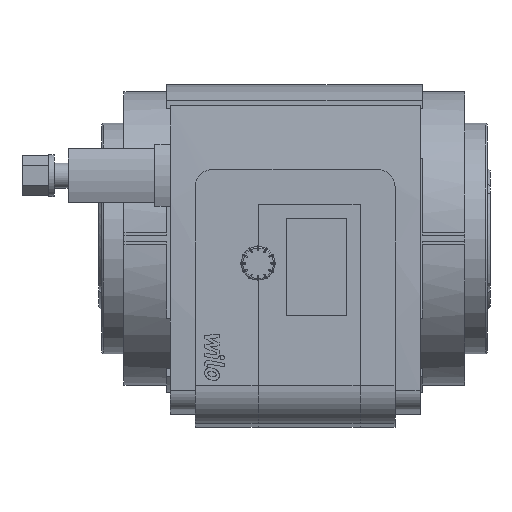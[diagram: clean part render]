
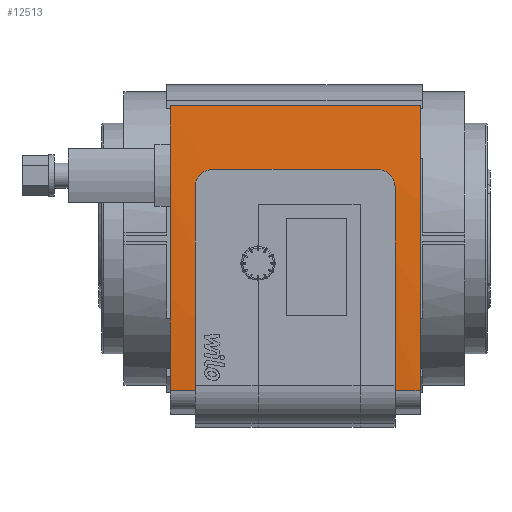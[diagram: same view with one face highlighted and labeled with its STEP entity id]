
A CAD part, front view. The second image highlights one B-rep face of the part: STEP entity #12513.
In plain terms, the highlighted cylindrical face has radius 1179.58 mm (diameter 2359.16 mm), a partial arc.
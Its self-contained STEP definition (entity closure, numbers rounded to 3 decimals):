
#177=B_SPLINE_CURVE_WITH_KNOTS('',3,(#19517,#19518,#19519,#19520,#19521,
#19522,#19523,#19524,#19525,#19526,#19527,#19528,#19529,#19530,#19531,#19532,
#19533,#19534,#19535,#19536,#19537,#19538,#19539,#19540,#19541,#19542,#19543,
#19544),.UNSPECIFIED.,.F.,.F.,(4,3,3,3,3,3,3,3,3,4),(0.,0.091,
0.375,0.599,0.75,0.845,
1.129,1.352,1.489,1.508),
 .UNSPECIFIED.);
#178=B_SPLINE_CURVE_WITH_KNOTS('',3,(#19572,#19573,#19574,#19575,#19576,
#19577,#19578,#19579,#19580,#19581,#19582,#19583,#19584,#19585,#19586,#19587,
#19588,#19589,#19590,#19591,#19592,#19593,#19594,#19595,#19596,#19597,#19598,
#19599),.UNSPECIFIED.,.F.,.F.,(4,3,3,3,3,3,3,3,3,4),(1.507,1.598,
1.882,2.106,2.255,2.352,2.636,
2.858,2.992,3.015),.UNSPECIFIED.);
#595=LINE('',#19655,#1833);
#597=LINE('',#19658,#1835);
#598=LINE('',#19660,#1836);
#599=LINE('',#19663,#1837);
#1833=VECTOR('',#15864,10.);
#1835=VECTOR('',#15868,10.);
#1836=VECTOR('',#15869,10.);
#1837=VECTOR('',#15872,10.);
#2857=CYLINDRICAL_SURFACE('',#13613,1179.579);
#3318=FACE_OUTER_BOUND('',#4047,.T.);
#4047=EDGE_LOOP('',(#9525,#9526,#9527,#9528,#9529,#9530,#9531,#9532,#9533,
#9534));
#4837=CIRCLE('',#13592,1179.579);
#4839=CIRCLE('',#13597,1179.579);
#4845=CIRCLE('',#13605,1179.579);
#4848=CIRCLE('',#13614,1179.579);
#5431=VERTEX_POINT('',#19514);
#5432=VERTEX_POINT('',#19516);
#5438=VERTEX_POINT('',#19557);
#5442=VERTEX_POINT('',#19569);
#5443=VERTEX_POINT('',#19571);
#5444=VERTEX_POINT('',#19602);
#5455=VERTEX_POINT('',#19627);
#5456=VERTEX_POINT('',#19629);
#5464=VERTEX_POINT('',#19659);
#5465=VERTEX_POINT('',#19661);
#6912=EDGE_CURVE('',#5431,#5432,#177,.F.);
#6920=EDGE_CURVE('',#5431,#5438,#4837,.T.);
#6926=EDGE_CURVE('',#5442,#5443,#178,.F.);
#6928=EDGE_CURVE('',#5444,#5443,#4839,.T.);
#6941=EDGE_CURVE('',#5456,#5455,#4845,.T.);
#6954=EDGE_CURVE('',#5444,#5455,#595,.T.);
#6956=EDGE_CURVE('',#5442,#5432,#597,.T.);
#6957=EDGE_CURVE('',#5464,#5438,#598,.T.);
#6958=EDGE_CURVE('',#5464,#5465,#4848,.T.);
#6959=EDGE_CURVE('',#5465,#5456,#599,.T.);
#9525=ORIENTED_EDGE('',*,*,#6928,.T.);
#9526=ORIENTED_EDGE('',*,*,#6926,.F.);
#9527=ORIENTED_EDGE('',*,*,#6956,.T.);
#9528=ORIENTED_EDGE('',*,*,#6912,.F.);
#9529=ORIENTED_EDGE('',*,*,#6920,.T.);
#9530=ORIENTED_EDGE('',*,*,#6957,.F.);
#9531=ORIENTED_EDGE('',*,*,#6958,.T.);
#9532=ORIENTED_EDGE('',*,*,#6959,.T.);
#9533=ORIENTED_EDGE('',*,*,#6941,.T.);
#9534=ORIENTED_EDGE('',*,*,#6954,.F.);
#12513=ADVANCED_FACE('',(#3318),#2857,.T.);
#13592=AXIS2_PLACEMENT_3D('',#19559,#15800,#15801);
#13597=AXIS2_PLACEMENT_3D('',#19603,#15815,#15816);
#13605=AXIS2_PLACEMENT_3D('',#19630,#15838,#15839);
#13613=AXIS2_PLACEMENT_3D('',#19657,#15866,#15867);
#13614=AXIS2_PLACEMENT_3D('',#19662,#15870,#15871);
#15800=DIRECTION('center_axis',(1.,0.,0.));
#15801=DIRECTION('ref_axis',(0.,-0.996,0.092));
#15815=DIRECTION('center_axis',(-1.,0.,0.));
#15816=DIRECTION('ref_axis',(0.,-0.996,0.092));
#15838=DIRECTION('center_axis',(1.,0.,0.));
#15839=DIRECTION('ref_axis',(0.,-0.996,-0.092));
#15864=DIRECTION('',(-1.,0.,0.));
#15866=DIRECTION('center_axis',(1.,0.,0.));
#15867=DIRECTION('ref_axis',(0.,-0.996,0.092));
#15868=DIRECTION('',(1.,0.,0.));
#15869=DIRECTION('',(-1.,0.,0.));
#15870=DIRECTION('center_axis',(-1.,0.,0.));
#15871=DIRECTION('ref_axis',(0.,-0.996,0.092));
#15872=DIRECTION('',(-1.,0.,0.));
#19514=CARTESIAN_POINT('',(210.,-291.397,37.5));
#19516=CARTESIAN_POINT('',(200.,-290.922,47.5));
#19517=CARTESIAN_POINT('Ctrl Pts',(200.,-290.922,47.5));
#19518=CARTESIAN_POINT('Ctrl Pts',(200.304,-290.922,47.5));
#19519=CARTESIAN_POINT('Ctrl Pts',(200.612,-290.923,47.486));
#19520=CARTESIAN_POINT('Ctrl Pts',(200.923,-290.924,47.457));
#19521=CARTESIAN_POINT('Ctrl Pts',(201.892,-290.929,47.368));
#19522=CARTESIAN_POINT('Ctrl Pts',(202.881,-290.941,47.129));
#19523=CARTESIAN_POINT('Ctrl Pts',(203.81,-290.961,46.746));
#19524=CARTESIAN_POINT('Ctrl Pts',(204.542,-290.976,46.444));
#19525=CARTESIAN_POINT('Ctrl Pts',(205.237,-290.996,46.054));
#19526=CARTESIAN_POINT('Ctrl Pts',(205.866,-291.019,45.598));
#19527=CARTESIAN_POINT('Ctrl Pts',(206.292,-291.034,45.29));
#19528=CARTESIAN_POINT('Ctrl Pts',(206.687,-291.051,44.953));
#19529=CARTESIAN_POINT('Ctrl Pts',(207.045,-291.069,44.597));
#19530=CARTESIAN_POINT('Ctrl Pts',(207.269,-291.08,44.374));
#19531=CARTESIAN_POINT('Ctrl Pts',(207.486,-291.091,44.138));
#19532=CARTESIAN_POINT('Ctrl Pts',(207.694,-291.103,43.888));
#19533=CARTESIAN_POINT('Ctrl Pts',(208.315,-291.14,43.14));
#19534=CARTESIAN_POINT('Ctrl Pts',(208.845,-291.181,42.273));
#19535=CARTESIAN_POINT('Ctrl Pts',(209.231,-291.225,41.346));
#19536=CARTESIAN_POINT('Ctrl Pts',(209.535,-291.259,40.615));
#19537=CARTESIAN_POINT('Ctrl Pts',(209.751,-291.294,39.848));
#19538=CARTESIAN_POINT('Ctrl Pts',(209.874,-291.328,39.081));
#19539=CARTESIAN_POINT('Ctrl Pts',(209.95,-291.349,38.611));
#19540=CARTESIAN_POINT('Ctrl Pts',(209.99,-291.369,38.141));
#19541=CARTESIAN_POINT('Ctrl Pts',(209.998,-291.389,37.682));
#19542=CARTESIAN_POINT('Ctrl Pts',(209.999,-291.392,37.621));
#19543=CARTESIAN_POINT('Ctrl Pts',(210.,-291.395,37.56));
#19544=CARTESIAN_POINT('Ctrl Pts',(210.,-291.397,37.5));
#19557=CARTESIAN_POINT('',(210.,-288.635,-108.903));
#19559=CARTESIAN_POINT('Origin',(210.,887.079,-13.493));
#19569=CARTESIAN_POINT('',(81.,-290.922,47.5));
#19571=CARTESIAN_POINT('',(71.,-291.397,37.5));
#19572=CARTESIAN_POINT('Ctrl Pts',(71.,-291.397,37.5));
#19573=CARTESIAN_POINT('Ctrl Pts',(71.,-291.384,37.802));
#19574=CARTESIAN_POINT('Ctrl Pts',(71.014,-291.371,38.106));
#19575=CARTESIAN_POINT('Ctrl Pts',(71.042,-291.357,38.414));
#19576=CARTESIAN_POINT('Ctrl Pts',(71.131,-291.315,39.384));
#19577=CARTESIAN_POINT('Ctrl Pts',(71.369,-291.27,40.375));
#19578=CARTESIAN_POINT('Ctrl Pts',(71.752,-291.226,41.305));
#19579=CARTESIAN_POINT('Ctrl Pts',(72.053,-291.192,42.036));
#19580=CARTESIAN_POINT('Ctrl Pts',(72.443,-291.159,42.732));
#19581=CARTESIAN_POINT('Ctrl Pts',(72.898,-291.129,43.361));
#19582=CARTESIAN_POINT('Ctrl Pts',(73.201,-291.109,43.781));
#19583=CARTESIAN_POINT('Ctrl Pts',(73.533,-291.09,44.171));
#19584=CARTESIAN_POINT('Ctrl Pts',(73.883,-291.072,44.525));
#19585=CARTESIAN_POINT('Ctrl Pts',(74.112,-291.061,44.757));
#19586=CARTESIAN_POINT('Ctrl Pts',(74.354,-291.05,44.979));
#19587=CARTESIAN_POINT('Ctrl Pts',(74.61,-291.039,45.192));
#19588=CARTESIAN_POINT('Ctrl Pts',(75.357,-291.008,45.813));
#19589=CARTESIAN_POINT('Ctrl Pts',(76.224,-290.981,46.343));
#19590=CARTESIAN_POINT('Ctrl Pts',(77.149,-290.962,46.729));
#19591=CARTESIAN_POINT('Ctrl Pts',(77.875,-290.946,47.032));
#19592=CARTESIAN_POINT('Ctrl Pts',(78.637,-290.935,47.247));
#19593=CARTESIAN_POINT('Ctrl Pts',(79.399,-290.929,47.371));
#19594=CARTESIAN_POINT('Ctrl Pts',(79.859,-290.925,47.446));
#19595=CARTESIAN_POINT('Ctrl Pts',(80.318,-290.923,47.487));
#19596=CARTESIAN_POINT('Ctrl Pts',(80.767,-290.922,47.497));
#19597=CARTESIAN_POINT('Ctrl Pts',(80.845,-290.922,47.499));
#19598=CARTESIAN_POINT('Ctrl Pts',(80.923,-290.922,47.5));
#19599=CARTESIAN_POINT('Ctrl Pts',(81.001,-290.922,47.5));
#19602=CARTESIAN_POINT('',(71.,-288.635,-108.903));
#19603=CARTESIAN_POINT('Origin',(71.,887.079,-13.493));
#19627=CARTESIAN_POINT('',(51.,-288.635,-108.903));
#19629=CARTESIAN_POINT('',(51.,-287.5,95.));
#19630=CARTESIAN_POINT('Origin',(51.,887.079,-13.493));
#19655=CARTESIAN_POINT('',(140.,-288.635,-108.903));
#19657=CARTESIAN_POINT('Origin',(140.,887.079,-13.493));
#19658=CARTESIAN_POINT('',(140.,-290.922,47.5));
#19659=CARTESIAN_POINT('',(230.,-288.635,-108.903));
#19660=CARTESIAN_POINT('',(140.,-288.635,-108.903));
#19661=CARTESIAN_POINT('',(230.,-287.5,95.));
#19662=CARTESIAN_POINT('Origin',(230.,887.079,-13.493));
#19663=CARTESIAN_POINT('',(140.,-287.5,95.));
